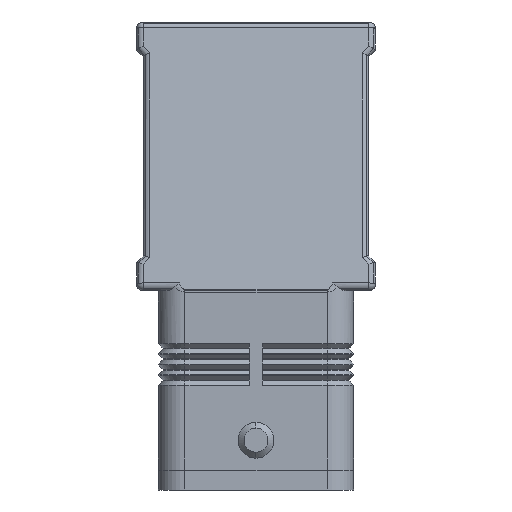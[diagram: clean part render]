
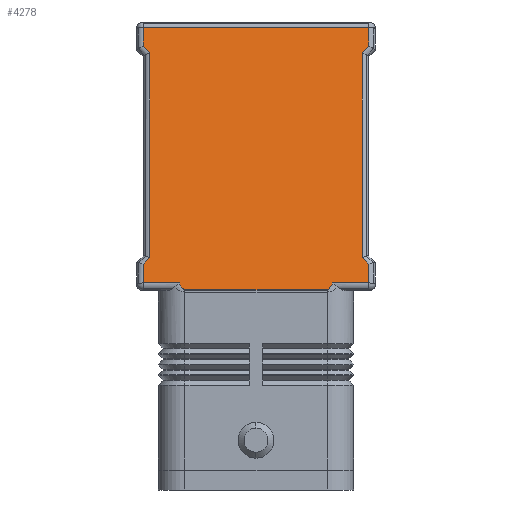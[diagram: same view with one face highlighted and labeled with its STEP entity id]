
A CAD part, left-side view. The second image highlights one B-rep face of the part: STEP entity #4278.
In plain terms, the highlighted planar face has unit normal (-0.982, 0, 0.188).
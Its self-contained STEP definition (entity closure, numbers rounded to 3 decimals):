
#317=CARTESIAN_POINT('',(-39.523,-17.0,31.188));
#318=VERTEX_POINT('',#317);
#326=CARTESIAN_POINT('',(-39.523,-11.554,31.188));
#327=VERTEX_POINT('',#326);
#328=CARTESIAN_POINT('',(-39.523,-17.0,31.188));
#329=DIRECTION('',(0.0,1.0,0.0));
#330=VECTOR('',#329,5.446);
#331=LINE('',#328,#330);
#332=EDGE_CURVE('',#318,#327,#331,.T.);
#486=CARTESIAN_POINT('',(-39.523,11.554,31.188));
#487=VERTEX_POINT('',#486);
#501=CARTESIAN_POINT('',(-39.523,17.0,31.188));
#502=VERTEX_POINT('',#501);
#503=CARTESIAN_POINT('',(-39.523,11.554,31.188));
#504=DIRECTION('',(0.0,1.0,0.0));
#505=VECTOR('',#504,5.446);
#506=LINE('',#503,#505);
#507=EDGE_CURVE('',#487,#502,#506,.T.);
#1032=CARTESIAN_POINT('',(-32.155,17.0,69.688));
#1033=VERTEX_POINT('',#1032);
#1041=CARTESIAN_POINT('',(-32.155,-17.0,69.688));
#1042=VERTEX_POINT('',#1041);
#1043=CARTESIAN_POINT('',(-32.155,17.0,69.688));
#1044=DIRECTION('',(0.0,-1.0,0.0));
#1045=VECTOR('',#1044,34.0);
#1046=LINE('',#1043,#1045);
#1047=EDGE_CURVE('',#1033,#1042,#1046,.T.);
#1795=CARTESIAN_POINT('',(-39.714,-10.7,30.186));
#1796=VERTEX_POINT('',#1795);
#1804=CARTESIAN_POINT('',(-39.714,10.7,30.186));
#1805=VERTEX_POINT('',#1804);
#1806=CARTESIAN_POINT('',(-39.714,-10.7,30.186));
#1807=DIRECTION('',(0.0,1.0,0.0));
#1808=VECTOR('',#1807,21.4);
#1809=LINE('',#1806,#1808);
#1810=EDGE_CURVE('',#1796,#1805,#1809,.T.);
#3973=CARTESIAN_POINT('',(-37.714,-10.7,40.638));
#3974=DIRECTION('',(0.982,0.0,-0.188));
#3975=DIRECTION('',(-0.188,0.0,-0.982));
#3976=AXIS2_PLACEMENT_3D('',#3973,#3974,#3975);
#3977=ELLIPSE('',#3976,10.641,2.0);
#3978=EDGE_CURVE('',#327,#1796,#3977,.T.);
#4179=CARTESIAN_POINT('',(-37.714,10.7,40.638));
#4180=DIRECTION('',(0.982,0.0,-0.188));
#4181=DIRECTION('',(-0.188,0.0,-0.982));
#4182=AXIS2_PLACEMENT_3D('',#4179,#4180,#4181);
#4183=ELLIPSE('',#4182,10.641,2.0);
#4184=EDGE_CURVE('',#1805,#487,#4183,.T.);
#4189=CARTESIAN_POINT('',(-32.0,0.0,70.5));
#4190=DIRECTION('',(-0.982,0.0,0.188));
#4191=DIRECTION('',(0.188,0.0,0.982));
#4192=AXIS2_PLACEMENT_3D('',#4189,#4190,#4191);
#4193=PLANE('',#4192);
#4194=ORIENTED_EDGE('',*,*,#507,.F.);
#4195=ORIENTED_EDGE('',*,*,#4184,.F.);
#4196=ORIENTED_EDGE('',*,*,#1810,.F.);
#4197=ORIENTED_EDGE('',*,*,#3978,.F.);
#4198=ORIENTED_EDGE('',*,*,#332,.F.);
#4199=CARTESIAN_POINT('',(-38.98,-17.0,34.024));
#4200=VERTEX_POINT('',#4199);
#4201=CARTESIAN_POINT('',(-38.98,-17.0,34.024));
#4202=DIRECTION('',(-0.188,0.0,-0.982));
#4203=VECTOR('',#4202,2.887);
#4204=LINE('',#4201,#4203);
#4205=EDGE_CURVE('',#4200,#318,#4204,.T.);
#4206=ORIENTED_EDGE('',*,*,#4205,.F.);
#4207=CARTESIAN_POINT('',(-38.789,-16.,35.024));
#4208=VERTEX_POINT('',#4207);
#4209=CARTESIAN_POINT('',(-38.789,-16.,35.024));
#4210=DIRECTION('',(-0.134,-0.701,-0.701));
#4211=VECTOR('',#4210,1.427);
#4212=LINE('',#4209,#4211);
#4213=EDGE_CURVE('',#4208,#4200,#4212,.T.);
#4214=ORIENTED_EDGE('',*,*,#4213,.F.);
#4215=CARTESIAN_POINT('',(-32.889,-16.,65.852));
#4216=VERTEX_POINT('',#4215);
#4217=CARTESIAN_POINT('',(-32.889,-16.,65.852));
#4218=DIRECTION('',(-0.188,0.0,-0.982));
#4219=VECTOR('',#4218,31.388);
#4220=LINE('',#4217,#4219);
#4221=EDGE_CURVE('',#4216,#4208,#4220,.T.);
#4222=ORIENTED_EDGE('',*,*,#4221,.F.);
#4223=CARTESIAN_POINT('',(-32.698,-17.0,66.852));
#4224=VERTEX_POINT('',#4223);
#4225=CARTESIAN_POINT('',(-32.698,-17.0,66.852));
#4226=DIRECTION('',(-0.134,0.701,-0.701));
#4227=VECTOR('',#4226,1.427);
#4228=LINE('',#4225,#4227);
#4229=EDGE_CURVE('',#4224,#4216,#4228,.T.);
#4230=ORIENTED_EDGE('',*,*,#4229,.F.);
#4231=CARTESIAN_POINT('',(-32.155,-17.0,69.688));
#4232=DIRECTION('',(-0.188,0.0,-0.982));
#4233=VECTOR('',#4232,2.887);
#4234=LINE('',#4231,#4233);
#4235=EDGE_CURVE('',#1042,#4224,#4234,.T.);
#4236=ORIENTED_EDGE('',*,*,#4235,.F.);
#4237=ORIENTED_EDGE('',*,*,#1047,.F.);
#4238=CARTESIAN_POINT('',(-32.698,17.0,66.852));
#4239=VERTEX_POINT('',#4238);
#4240=CARTESIAN_POINT('',(-32.698,17.0,66.852));
#4241=DIRECTION('',(0.188,0.0,0.982));
#4242=VECTOR('',#4241,2.887);
#4243=LINE('',#4240,#4242);
#4244=EDGE_CURVE('',#4239,#1033,#4243,.T.);
#4245=ORIENTED_EDGE('',*,*,#4244,.F.);
#4246=CARTESIAN_POINT('',(-32.889,16.,65.852));
#4247=VERTEX_POINT('',#4246);
#4248=CARTESIAN_POINT('',(-32.889,16.,65.852));
#4249=DIRECTION('',(0.134,0.701,0.701));
#4250=VECTOR('',#4249,1.427);
#4251=LINE('',#4248,#4250);
#4252=EDGE_CURVE('',#4247,#4239,#4251,.T.);
#4253=ORIENTED_EDGE('',*,*,#4252,.F.);
#4254=CARTESIAN_POINT('',(-38.789,16.,35.024));
#4255=VERTEX_POINT('',#4254);
#4256=CARTESIAN_POINT('',(-38.789,16.,35.024));
#4257=DIRECTION('',(0.188,0.0,0.982));
#4258=VECTOR('',#4257,31.388);
#4259=LINE('',#4256,#4258);
#4260=EDGE_CURVE('',#4255,#4247,#4259,.T.);
#4261=ORIENTED_EDGE('',*,*,#4260,.F.);
#4262=CARTESIAN_POINT('',(-38.98,17.,34.024));
#4263=VERTEX_POINT('',#4262);
#4264=CARTESIAN_POINT('',(-38.98,17.,34.024));
#4265=DIRECTION('',(0.134,-0.701,0.701));
#4266=VECTOR('',#4265,1.427);
#4267=LINE('',#4264,#4266);
#4268=EDGE_CURVE('',#4263,#4255,#4267,.T.);
#4269=ORIENTED_EDGE('',*,*,#4268,.F.);
#4270=CARTESIAN_POINT('',(-39.523,17.0,31.188));
#4271=DIRECTION('',(0.188,0.,0.982));
#4272=VECTOR('',#4271,2.887);
#4273=LINE('',#4270,#4272);
#4274=EDGE_CURVE('',#502,#4263,#4273,.T.);
#4275=ORIENTED_EDGE('',*,*,#4274,.F.);
#4276=EDGE_LOOP('',(#4194,#4195,#4196,#4197,#4198,#4206,#4214,#4222,#4230,#4236,#4237,#4245,#4253,#4261,#4269,#4275));
#4277=FACE_OUTER_BOUND('',#4276,.T.);
#4278=ADVANCED_FACE('',(#4277),#4193,.T.);
